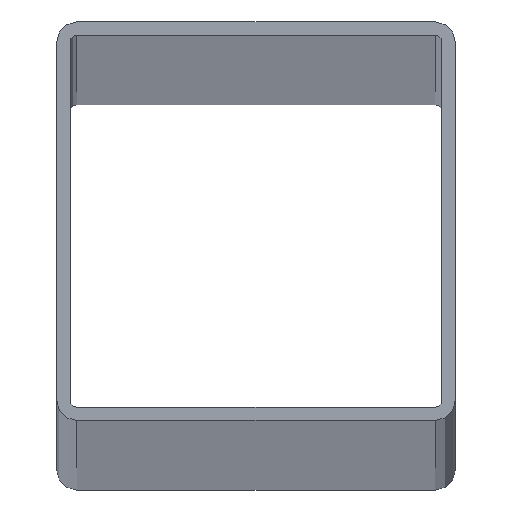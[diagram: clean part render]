
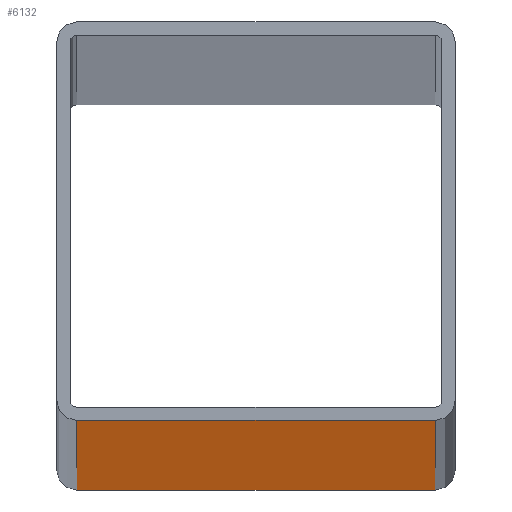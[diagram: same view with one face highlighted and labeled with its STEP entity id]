
A CAD part, top view. The second image highlights one B-rep face of the part: STEP entity #6132.
In plain terms, the highlighted planar face has unit normal (0, -1, 0).
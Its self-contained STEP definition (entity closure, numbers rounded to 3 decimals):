
#156 = DIRECTION ( 'NONE',  ( 0., 1., 0. ) ) ;
#882 = CARTESIAN_POINT ( 'NONE',  ( -27., -30., -3000. ) ) ;
#1171 = CARTESIAN_POINT ( 'NONE',  ( -27., -30., 3000. ) ) ;
#2001 = VECTOR ( 'NONE', #12198, 1000. ) ;
#2335 = DIRECTION ( 'NONE',  ( 0., 0., -1. ) ) ;
#2956 = FACE_OUTER_BOUND ( 'NONE', #14628, .T. ) ;
#3195 = DIRECTION ( 'NONE',  ( 0., 0., -1. ) ) ;
#3398 = VECTOR ( 'NONE', #2335, 1000. ) ;
#3417 = VERTEX_POINT ( 'NONE', #4876 ) ;
#4052 = LINE ( 'NONE', #4988, #2001 ) ;
#4311 = CARTESIAN_POINT ( 'NONE',  ( 27., -30., 3000. ) ) ;
#4679 = CARTESIAN_POINT ( 'NONE',  ( -27., -30., 3000. ) ) ;
#4876 = CARTESIAN_POINT ( 'NONE',  ( 27., -30., 3000. ) ) ;
#4988 = CARTESIAN_POINT ( 'NONE',  ( -27., -30., 3000. ) ) ;
#5117 = DIRECTION ( 'NONE',  ( 1., 0., 0. ) ) ;
#5589 = VERTEX_POINT ( 'NONE', #882 ) ;
#6132 = ADVANCED_FACE ( 'NONE', ( #2956 ), #7345, .F. ) ;
#7017 = CARTESIAN_POINT ( 'NONE',  ( -27., -30., 3000. ) ) ;
#7345 = PLANE ( 'NONE',  #7521 ) ;
#7521 = AXIS2_PLACEMENT_3D ( 'NONE', #1171, #156, #8552 ) ;
#7684 = EDGE_CURVE ( 'NONE', #12622, #3417, #4052, .T. ) ;
#7944 = CARTESIAN_POINT ( 'NONE',  ( 27., -30., -3000. ) ) ;
#8089 = ORIENTED_EDGE ( 'NONE', *, *, #10355, .T. ) ;
#8526 = LINE ( 'NONE', #4311, #10215 ) ;
#8534 = EDGE_CURVE ( 'NONE', #12622, #5589, #11649, .T. ) ;
#8552 = DIRECTION ( 'NONE',  ( -1., 0., 0. ) ) ;
#8805 = VERTEX_POINT ( 'NONE', #7944 ) ;
#9892 = ORIENTED_EDGE ( 'NONE', *, *, #7684, .F. ) ;
#10203 = ORIENTED_EDGE ( 'NONE', *, *, #8534, .T. ) ;
#10215 = VECTOR ( 'NONE', #3195, 1000. ) ;
#10355 = EDGE_CURVE ( 'NONE', #5589, #8805, #11368, .T. ) ;
#11368 = LINE ( 'NONE', #12270, #12867 ) ;
#11649 = LINE ( 'NONE', #4679, #3398 ) ;
#12014 = ORIENTED_EDGE ( 'NONE', *, *, #13962, .F. ) ;
#12198 = DIRECTION ( 'NONE',  ( 1., 0., 0. ) ) ;
#12270 = CARTESIAN_POINT ( 'NONE',  ( -27., -30., -3000. ) ) ;
#12622 = VERTEX_POINT ( 'NONE', #7017 ) ;
#12867 = VECTOR ( 'NONE', #5117, 1000. ) ;
#13962 = EDGE_CURVE ( 'NONE', #3417, #8805, #8526, .T. ) ;
#14628 = EDGE_LOOP ( 'NONE', ( #8089, #12014, #9892, #10203 ) ) ;
